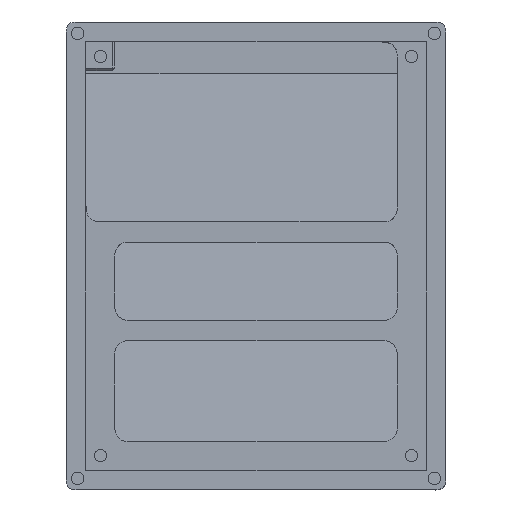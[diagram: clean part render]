
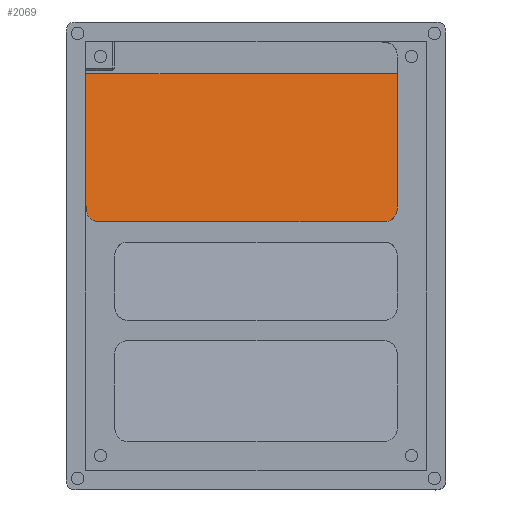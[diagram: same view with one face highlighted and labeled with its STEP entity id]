
A CAD part, top view. The second image highlights one B-rep face of the part: STEP entity #2069.
In plain terms, the highlighted planar face has unit normal (0, 0.097, 0.995).
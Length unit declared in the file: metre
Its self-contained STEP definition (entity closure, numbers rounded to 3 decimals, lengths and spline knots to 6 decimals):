
#89=B_SPLINE_CURVE_WITH_KNOTS('',3,(#2982,#2983,#2984,#2985,#2986,#2987,
#2988,#2989,#2990,#2991,#2992,#2993,#2994,#2995),.UNSPECIFIED.,.F.,.F.,
(4,2,2,2,2,2,4),(0.,0.067711,0.151741,0.285142,
0.417884,0.501093,0.567927),.UNSPECIFIED.);
#97=B_SPLINE_CURVE_WITH_KNOTS('',3,(#3134,#3135,#3136,#3137,#3138,#3139,
#3140,#3141,#3142,#3143,#3144,#3145,#3146,#3147),.UNSPECIFIED.,.F.,.F.,
(4,2,2,2,2,2,4),(0.,0.067689,0.151821,0.286205,
0.42085,0.505394,0.573342),.UNSPECIFIED.);
#322=FACE_OUTER_BOUND('',#466,.T.);
#466=EDGE_LOOP('',(#1827,#1828,#1829,#1830,#1831,#1832,#1833));
#532=LINE('',#2837,#711);
#539=LINE('',#2853,#718);
#555=LINE('',#2896,#734);
#571=LINE('',#2931,#750);
#583=LINE('',#2956,#762);
#711=VECTOR('',#2346,1.);
#718=VECTOR('',#2357,1.);
#734=VECTOR('',#2381,1.);
#750=VECTOR('',#2405,1.);
#762=VECTOR('',#2423,1.);
#887=VERTEX_POINT('',#2834);
#888=VERTEX_POINT('',#2836);
#894=VERTEX_POINT('',#2851);
#895=VERTEX_POINT('',#2852);
#909=VERTEX_POINT('',#2894);
#910=VERTEX_POINT('',#2895);
#925=VERTEX_POINT('',#2930);
#1081=EDGE_CURVE('',#888,#887,#532,.T.);
#1088=EDGE_CURVE('',#894,#895,#539,.T.);
#1105=EDGE_CURVE('',#909,#910,#555,.T.);
#1121=EDGE_CURVE('',#925,#894,#571,.T.);
#1133=EDGE_CURVE('',#895,#888,#583,.T.);
#1139=EDGE_CURVE('',#887,#909,#89,.T.);
#1147=EDGE_CURVE('',#910,#925,#97,.T.);
#1827=ORIENTED_EDGE('',*,*,#1088,.T.);
#1828=ORIENTED_EDGE('',*,*,#1133,.T.);
#1829=ORIENTED_EDGE('',*,*,#1081,.T.);
#1830=ORIENTED_EDGE('',*,*,#1139,.T.);
#1831=ORIENTED_EDGE('',*,*,#1105,.T.);
#1832=ORIENTED_EDGE('',*,*,#1147,.T.);
#1833=ORIENTED_EDGE('',*,*,#1121,.T.);
#1955=PLANE('',#2226);
#2069=ADVANCED_FACE('',(#322),#1955,.F.);
#2226=AXIS2_PLACEMENT_3D('',#4850,#2655,#2656);
#2346=DIRECTION('',(1.,0.,0.));
#2357=DIRECTION('',(-1.,0.,0.));
#2381=DIRECTION('',(1.,0.,0.));
#2405=DIRECTION('',(0.,0.995,-0.097));
#2423=DIRECTION('',(0.,-0.995,0.097));
#2655=DIRECTION('center_axis',(0.,-0.097,-0.995));
#2656=DIRECTION('ref_axis',(1.,0.,0.));
#2834=CARTESIAN_POINT('',(0.,-0.0326,-0.006437));
#2836=CARTESIAN_POINT('',(-0.0001,-0.0326,-0.006437));
#2837=CARTESIAN_POINT('',(0.,-0.0326,-0.006437));
#2851=CARTESIAN_POINT('',(0.0616,-0.006203,-0.009));
#2852=CARTESIAN_POINT('',(-0.0001,-0.006203,-0.009));
#2853=CARTESIAN_POINT('',(0.0336,-0.006203,-0.009));
#2894=CARTESIAN_POINT('',(0.003,-0.0356,-0.006146));
#2895=CARTESIAN_POINT('',(0.0586,-0.0356,-0.006146));
#2896=CARTESIAN_POINT('',(0.0336,-0.0356,-0.006146));
#2930=CARTESIAN_POINT('',(0.0616,-0.0326,-0.006437));
#2931=CARTESIAN_POINT('',(0.0616,-0.003688,-0.009244));
#2956=CARTESIAN_POINT('',(-0.0001,0.000687,-0.009669));
#2982=CARTESIAN_POINT('Ctrl Pts',(0.,-0.0326,-0.006437));
#2983=CARTESIAN_POINT('Ctrl Pts',(0.,-0.032825,
-0.006415));
#2984=CARTESIAN_POINT('Ctrl Pts',(0.,-0.033074,
-0.006391));
#2985=CARTESIAN_POINT('Ctrl Pts',(0.000094,-0.033707,
-0.00633));
#2986=CARTESIAN_POINT('Ctrl Pts',(0.00019,-0.033965,
-0.006305));
#2987=CARTESIAN_POINT('Ctrl Pts',(0.000392,-0.034416,
-0.006261));
#2988=CARTESIAN_POINT('Ctrl Pts',(0.00055,-0.034648,
-0.006238));
#2989=CARTESIAN_POINT('Ctrl Pts',(0.000934,-0.035036,
-0.006201));
#2990=CARTESIAN_POINT('Ctrl Pts',(0.001165,-0.035197,
-0.006185));
#2991=CARTESIAN_POINT('Ctrl Pts',(0.001616,-0.035403,
-0.006165));
#2992=CARTESIAN_POINT('Ctrl Pts',(0.001877,-0.035502,
-0.006155));
#2993=CARTESIAN_POINT('Ctrl Pts',(0.00252,-0.0356,-0.006146));
#2994=CARTESIAN_POINT('Ctrl Pts',(0.002773,-0.0356,-0.006146));
#2995=CARTESIAN_POINT('Ctrl Pts',(0.003,-0.0356,-0.006146));
#3134=CARTESIAN_POINT('Ctrl Pts',(0.0586,-0.0356,-0.006146));
#3135=CARTESIAN_POINT('Ctrl Pts',(0.058826,-0.0356,-0.006146));
#3136=CARTESIAN_POINT('Ctrl Pts',(0.059077,-0.0356,-0.006146));
#3137=CARTESIAN_POINT('Ctrl Pts',(0.059714,-0.035504,
-0.006155));
#3138=CARTESIAN_POINT('Ctrl Pts',(0.059973,-0.035407,
-0.006165));
#3139=CARTESIAN_POINT('Ctrl Pts',(0.060425,-0.035203,
-0.006184));
#3140=CARTESIAN_POINT('Ctrl Pts',(0.060656,-0.035043,
-0.0062));
#3141=CARTESIAN_POINT('Ctrl Pts',(0.061042,-0.034659,
-0.006237));
#3142=CARTESIAN_POINT('Ctrl Pts',(0.061201,-0.034427,
-0.00626));
#3143=CARTESIAN_POINT('Ctrl Pts',(0.061406,-0.033977,
-0.006304));
#3144=CARTESIAN_POINT('Ctrl Pts',(0.061503,-0.033717,
-0.006329));
#3145=CARTESIAN_POINT('Ctrl Pts',(0.0616,-0.033078,-0.006391));
#3146=CARTESIAN_POINT('Ctrl Pts',(0.0616,-0.032826,-0.006415));
#3147=CARTESIAN_POINT('Ctrl Pts',(0.0616,-0.0326,-0.006437));
#4850=CARTESIAN_POINT('Origin',(0.0336,-0.042157,-0.005509));
